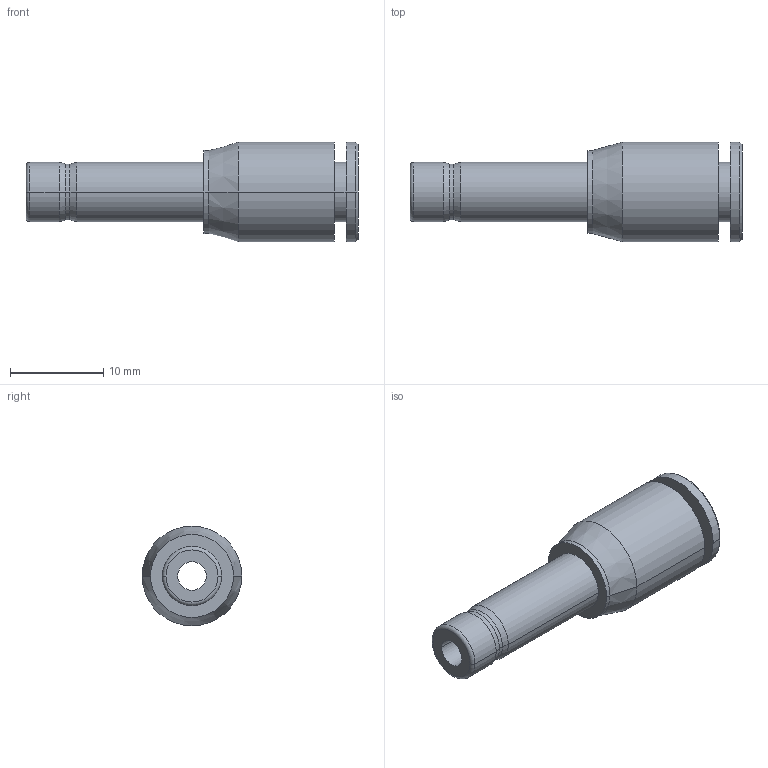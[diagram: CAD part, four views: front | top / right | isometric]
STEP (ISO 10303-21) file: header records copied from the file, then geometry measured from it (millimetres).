
FILE_DESCRIPTION((''),'2;1');
FILE_NAME('ILCP3012801','2006-11-22T',('KR'),(''),'PRO/ENGINEER BY PARAMETRIC TECHNOLOGY CORPORATION, 2005180','PRO/ENGINEER BY PARAMETRIC TECHNOLOGY CORPORATION, 2005180','');
FILE_SCHEMA(('AUTOMOTIVE_DESIGN_CC2 { 1 2 10303 214 -1 1 5 2 }'));
Length unit declared in the file: inch
Products named in the file (1): ILCP3012801
Bounding box: 35.56 x 10.67 x 10.67 mm (x, y, z)
Volume: 1682.1 mm3; surface area: 1492.2 mm2
Topology: 1 solids, 1 shells, 31 faces, 62 edges, 36 vertices
Faces by surface type: cylinder 16, cone 8, plane 5, torus 2
Entity records: 931 total; most frequent: DIRECTION 162, CARTESIAN_POINT 129, ORIENTED_EDGE 124, COLOUR_RGB 105, AXIS2_PLACEMENT_3D 69, EDGE_CURVE 62, CIRCLE 38, VERTEX_POINT 36
